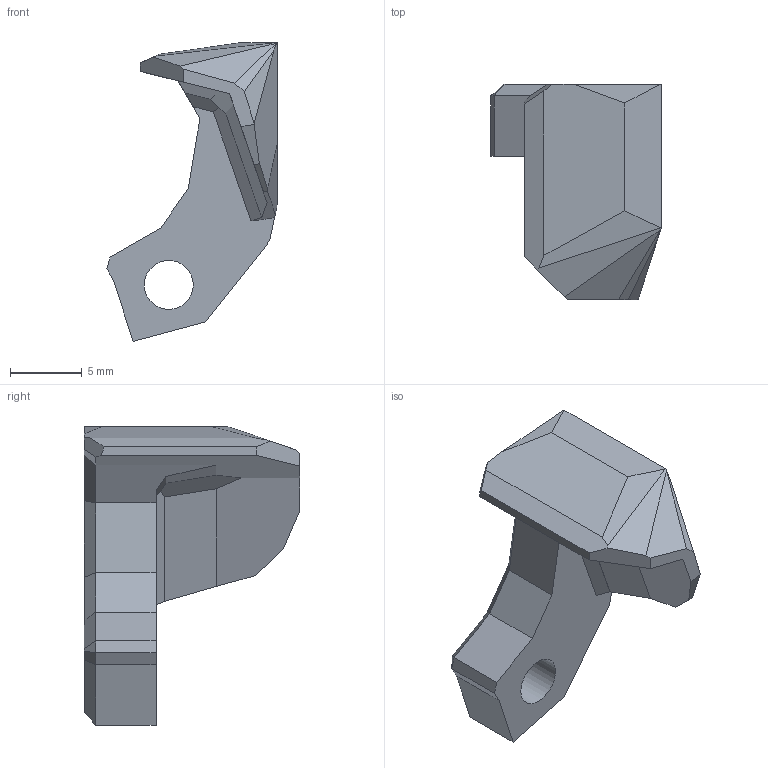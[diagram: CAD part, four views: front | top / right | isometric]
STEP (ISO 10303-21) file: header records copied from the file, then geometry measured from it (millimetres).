
FILE_DESCRIPTION(/* description */ (''),/* implementation_level */ '2;1');
FILE_NAME(/* name */ '',/* time_stamp */ '2024-08-17T23:45:42+08:00',/* author */ (''),/* organization */ (''),/* preprocessor_version */ 'ST-DEVELOPER v20',/* originating_system */ 'Autodesk Translation Framework v13.14.0.145',/* authorisation */ '');
FILE_SCHEMA (('AUTOMOTIVE_DESIGN { 1 0 10303 214 3 1 1 }'));
Length unit declared in the file: millimetre
Products named in the file (1): _V100
Bounding box: 11.83 x 15 x 20.76 mm (x, y, z)
Volume: 978.3 mm3; surface area: 878.4 mm2
Topology: 1 solids, 1 shells, 54 faces, 146 edges, 94 vertices
Faces by surface type: plane 53, cylinder 1
Full cylindrical faces by diameter (mm): 3.4 x1
Entity records: 1689 total; most frequent: CARTESIAN_POINT 295, ORIENTED_EDGE 292, DIRECTION 258, EDGE_CURVE 146, LINE 144, VECTOR 144, VERTEX_POINT 94, AXIS2_PLACEMENT_3D 57
